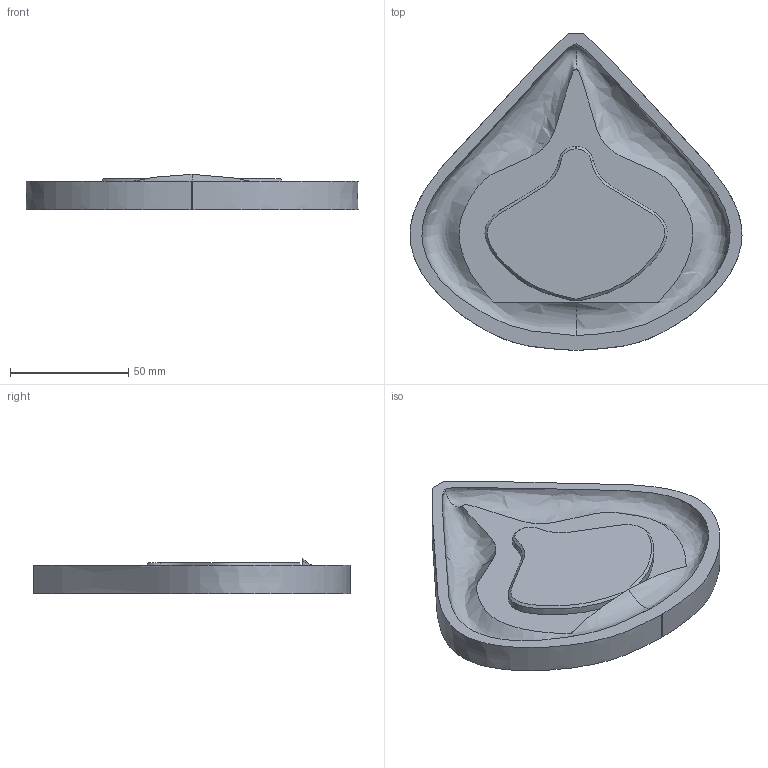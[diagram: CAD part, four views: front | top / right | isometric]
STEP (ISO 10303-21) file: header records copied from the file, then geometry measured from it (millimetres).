
FILE_DESCRIPTION( ( '' ), ' ' );
FILE_NAME( '5ea6057aeb02100f8c52b3a6.step', '2020-04-26T22:04:43', ( '' ), ( '' ), ' ', ' ', ' ' );
FILE_SCHEMA( ( 'AUTOMOTIVE_DESIGN { 1 0 10303 214 1 1 1 1 }' ) );
Length unit declared in the file: metre
Products named in the file (1): Mould part 1
Bounding box: 140.53 x 134.08 x 14.92 mm (x, y, z)
Volume: 123520.1 mm3; surface area: 32482 mm2
Topology: 1 solids, 1 shells, 24 faces, 55 edges, 35 vertices
Faces by surface type: plane 10, bspline 6, extrusion 4, cylinder 2, cone 2
Entity records: 5516 total; most frequent: CARTESIAN_POINT 4834, ORIENTED_EDGE 110, DIRECTION 67, EDGE_CURVE 55, VERTEX_POINT 35, B_SPLINE_CURVE_WITH_KNOTS 32, EDGE_LOOP 26, VECTOR 25
